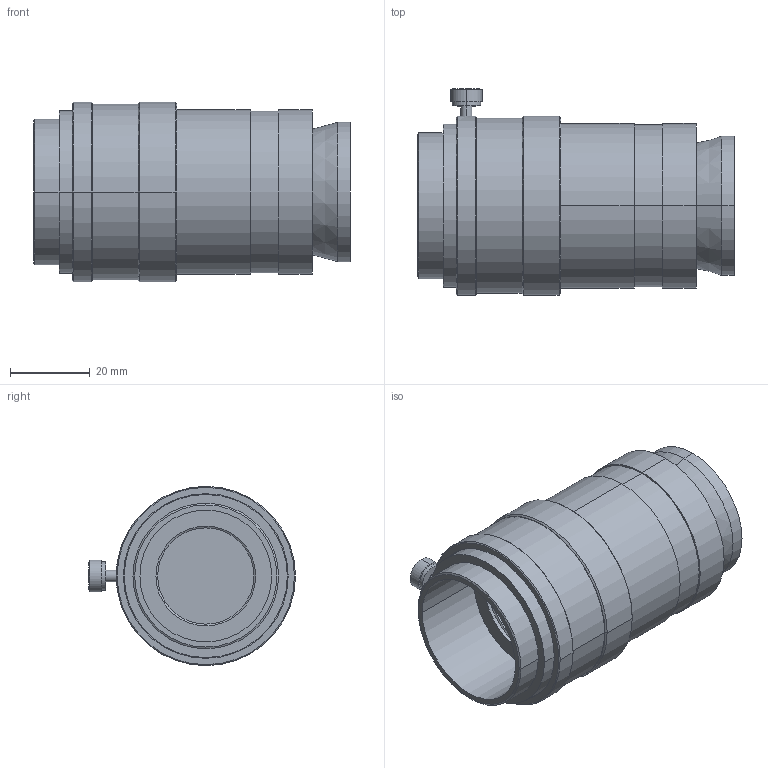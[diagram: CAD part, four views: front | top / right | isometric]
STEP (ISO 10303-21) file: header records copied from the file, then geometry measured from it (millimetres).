
FILE_DESCRIPTION (( 'STEP AP214' ), '1' );
FILE_NAME ('35-03-10-000 OUTLINE.STEP', '2012-11-15T21:31:28', ( '' ), ( '' ), 'SwSTEP 2.0', 'SolidWorks 2011', '' );
FILE_SCHEMA (( 'AUTOMOTIVE_DESIGN' ));
Length unit declared in the file: inch
Products named in the file (1): 35-03-10-000 OUTLINE
Bounding box: 79.38 x 51.87 x 44.96 mm (x, y, z)
Volume: 78120.3 mm3; surface area: 17649.7 mm2
Topology: 1 solids, 1 shells, 76 faces, 153 edges, 96 vertices
Faces by surface type: cylinder 36, cone 20, plane 20
Entity records: 3079 total; most frequent: DIRECTION 395, CARTESIAN_POINT 380, ORIENTED_EDGE 306, AXIS2_PLACEMENT_3D 169, EDGE_CURVE 153, VERTEX_POINT 96, EDGE_LOOP 93, CIRCLE 92
